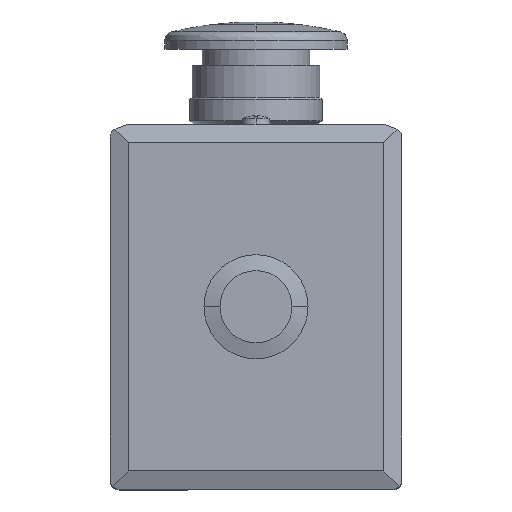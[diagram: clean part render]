
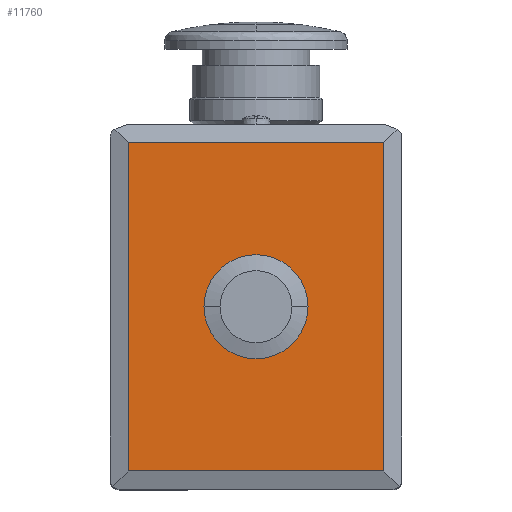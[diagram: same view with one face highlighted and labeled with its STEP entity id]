
A CAD part, top view. The second image highlights one B-rep face of the part: STEP entity #11760.
In plain terms, the highlighted planar face has unit normal (0, 0, 1).
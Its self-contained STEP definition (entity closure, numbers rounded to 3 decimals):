
#94 = DIRECTION ( 'NONE',  ( -1., 0., 0. ) ) ;
#133 = DIRECTION ( 'NONE',  ( 0., 1., 0. ) ) ;
#290 = ORIENTED_EDGE ( 'NONE', *, *, #5886, .T. ) ;
#512 = VERTEX_POINT ( 'NONE', #654 ) ;
#654 = CARTESIAN_POINT ( 'NONE',  ( -28., 4., 50. ) ) ;
#678 = ORIENTED_EDGE ( 'NONE', *, *, #10872, .T. ) ;
#882 = DIRECTION ( 'NONE',  ( 0., 0., -1. ) ) ;
#909 = ORIENTED_EDGE ( 'NONE', *, *, #14773, .T. ) ;
#931 = CIRCLE ( 'NONE', #12619, 11.4 ) ;
#987 = VERTEX_POINT ( 'NONE', #10237 ) ;
#1199 = CARTESIAN_POINT ( 'NONE',  ( 0., 40., 50. ) ) ;
#1315 = DIRECTION ( 'NONE',  ( 0., -1., 0. ) ) ;
#1379 = CARTESIAN_POINT ( 'NONE',  ( -28., 77.144, 50. ) ) ;
#1389 = AXIS2_PLACEMENT_3D ( 'NONE', #1199, #882, #5740 ) ;
#1553 = CARTESIAN_POINT ( 'NONE',  ( -28., 76., 50. ) ) ;
#1964 = ORIENTED_EDGE ( 'NONE', *, *, #3892, .T. ) ;
#2226 = LINE ( 'NONE', #7247, #6819 ) ;
#2557 = DIRECTION ( 'NONE',  ( 0., 0., -1. ) ) ;
#2665 = DIRECTION ( 'NONE',  ( 1., 0., 0. ) ) ;
#2815 = VERTEX_POINT ( 'NONE', #1553 ) ;
#2915 = CIRCLE ( 'NONE', #1389, 11.4 ) ;
#3234 = VERTEX_POINT ( 'NONE', #9227 ) ;
#3753 = CARTESIAN_POINT ( 'NONE',  ( 30., 77.144, 50. ) ) ;
#3853 = LINE ( 'NONE', #1379, #6510 ) ;
#3892 = EDGE_CURVE ( 'NONE', #987, #12676, #2915, .T. ) ;
#3897 = PLANE ( 'NONE',  #7499 ) ;
#4161 = CARTESIAN_POINT ( 'NONE',  ( 30., 4., 50. ) ) ;
#4713 = CARTESIAN_POINT ( 'NONE',  ( 11.4, 40., 50. ) ) ;
#4791 = FACE_OUTER_BOUND ( 'NONE', #12795, .T. ) ;
#4995 = DIRECTION ( 'NONE',  ( 0., 0., -1. ) ) ;
#5197 = DIRECTION ( 'NONE',  ( 1., 0., 0. ) ) ;
#5740 = DIRECTION ( 'NONE',  ( 1., 0., 0. ) ) ;
#5886 = EDGE_CURVE ( 'NONE', #2815, #512, #3853, .T. ) ;
#6058 = EDGE_CURVE ( 'NONE', #512, #3234, #10113, .T. ) ;
#6260 = VECTOR ( 'NONE', #5197, 1000. ) ;
#6335 = CARTESIAN_POINT ( 'NONE',  ( 28., 76., 50. ) ) ;
#6493 = CARTESIAN_POINT ( 'NONE',  ( 0., 40., 50. ) ) ;
#6510 = VECTOR ( 'NONE', #1315, 1000. ) ;
#6819 = VECTOR ( 'NONE', #94, 1000. ) ;
#7247 = CARTESIAN_POINT ( 'NONE',  ( 30., 76., 50. ) ) ;
#7499 = AXIS2_PLACEMENT_3D ( 'NONE', #3753, #2557, #12225 ) ;
#7693 = CARTESIAN_POINT ( 'NONE',  ( 28., 77.144, 50. ) ) ;
#8042 = EDGE_CURVE ( 'NONE', #12676, #987, #931, .T. ) ;
#8232 = ORIENTED_EDGE ( 'NONE', *, *, #8042, .T. ) ;
#9227 = CARTESIAN_POINT ( 'NONE',  ( 28., 4., 50. ) ) ;
#10113 = LINE ( 'NONE', #4161, #6260 ) ;
#10146 = ORIENTED_EDGE ( 'NONE', *, *, #6058, .T. ) ;
#10237 = CARTESIAN_POINT ( 'NONE',  ( -11.4, 40., 50. ) ) ;
#10872 = EDGE_CURVE ( 'NONE', #3234, #14110, #12259, .T. ) ;
#11760 = ADVANCED_FACE ( 'NONE', ( #13431, #4791 ), #3897, .F. ) ;
#12225 = DIRECTION ( 'NONE',  ( -1., 0., 0. ) ) ;
#12259 = LINE ( 'NONE', #7693, #14434 ) ;
#12619 = AXIS2_PLACEMENT_3D ( 'NONE', #6493, #4995, #2665 ) ;
#12676 = VERTEX_POINT ( 'NONE', #4713 ) ;
#12795 = EDGE_LOOP ( 'NONE', ( #10146, #678, #909, #290 ) ) ;
#13431 = FACE_BOUND ( 'NONE', #14207, .T. ) ;
#14110 = VERTEX_POINT ( 'NONE', #6335 ) ;
#14207 = EDGE_LOOP ( 'NONE', ( #8232, #1964 ) ) ;
#14434 = VECTOR ( 'NONE', #133, 1000. ) ;
#14773 = EDGE_CURVE ( 'NONE', #14110, #2815, #2226, .T. ) ;
